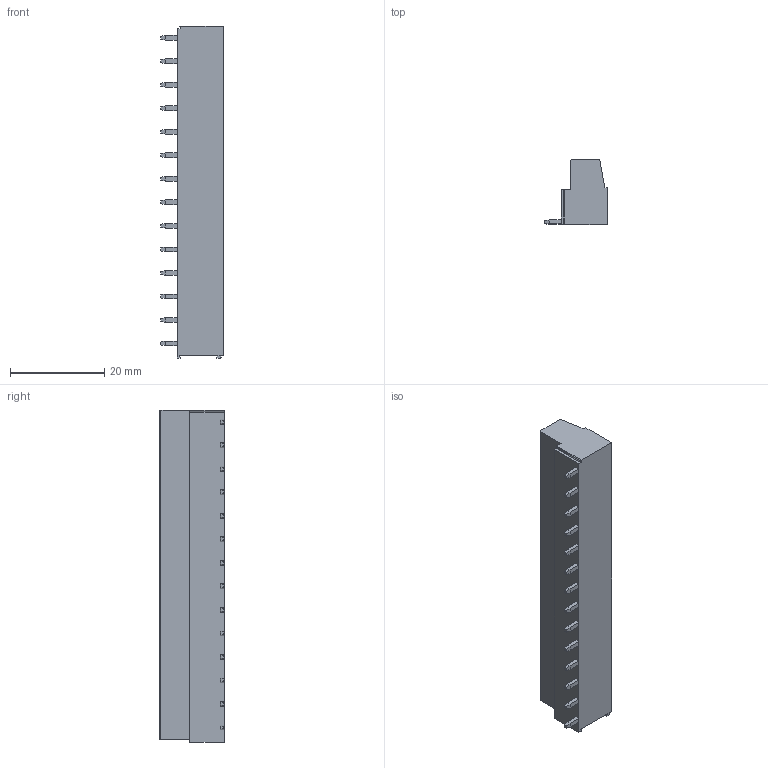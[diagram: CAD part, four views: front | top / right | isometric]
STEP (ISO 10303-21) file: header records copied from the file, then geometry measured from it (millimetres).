
FILE_DESCRIPTION((''),'2;1');
FILE_NAME('PRT0001','2024-11-30T',('sj'),(''),'PRO/ENGINEER BY PARAMETRIC TECHNOLOGY CORPORATION, 2013240','PRO/ENGINEER BY PARAMETRIC TECHNOLOGY CORPORATION, 2013240','');
FILE_SCHEMA(('AUTOMOTIVE_DESIGN_CC2 { 1 2 10303 214 -1 1 5 2 }'));
Length unit declared in the file: millimetre
Products named in the file (1): PRT0001
Bounding box: 13.35 x 13.8 x 70.6 mm (x, y, z)
Volume: 7734.2 mm3; surface area: 4392.3 mm2
Topology: 1 solids, 1 shells, 516 faces, 1220 edges, 776 vertices
Faces by surface type: plane 424, cylinder 64, torus 28
Entity records: 14768 total; most frequent: CARTESIAN_POINT 2792, ORIENTED_EDGE 2440, DIRECTION 2408, EDGE_CURVE 1220, VECTOR 952, LINE 952, VERTEX_POINT 776, AXIS2_PLACEMENT_3D 728
